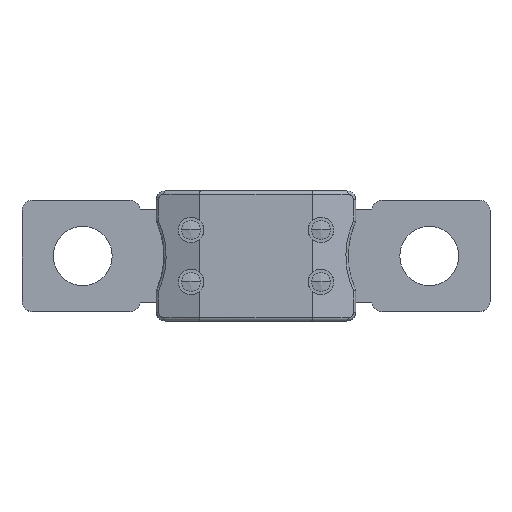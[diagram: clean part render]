
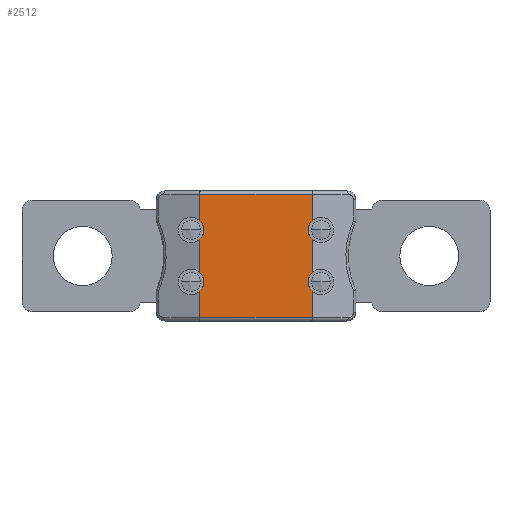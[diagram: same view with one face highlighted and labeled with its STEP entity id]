
A CAD part, top view. The second image highlights one B-rep face of the part: STEP entity #2512.
In plain terms, the highlighted planar face has unit normal (0, 0, 1).
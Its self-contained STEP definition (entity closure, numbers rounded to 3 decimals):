
#134=CARTESIAN_POINT('',(42.545,17.153,-23.135));
#150=CARTESIAN_POINT('',(26.035,17.153,-23.135));
#156=DIRECTION('',(0.,-1.,0.));
#157=VECTOR('',#156,4.884);
#158=CARTESIAN_POINT('',(42.545,10.57,-23.135));
#159=LINE('',#158,#157);
#160=DIRECTION('',(1.,0.,0.));
#161=VECTOR('',#160,16.509);
#162=CARTESIAN_POINT('',(26.035,-0.897,-23.135));
#163=LINE('',#162,#161);
#164=DIRECTION('',(0.,1.,0.));
#165=VECTOR('',#164,4.884);
#166=CARTESIAN_POINT('',(26.035,5.686,-23.135));
#167=LINE('',#166,#165);
#168=DIRECTION('',(1.,0.,0.));
#169=VECTOR('',#168,16.509);
#170=CARTESIAN_POINT('',(26.035,17.153,-23.135));
#171=LINE('',#170,#169);
#176=DIRECTION('',(0.,1.,0.));
#177=VECTOR('',#176,3.847);
#178=CARTESIAN_POINT('',(42.545,-0.897,-23.135));
#179=LINE('',#178,#177);
#206=CARTESIAN_POINT('',(42.545,13.306,-23.135));
#208=DIRECTION('',(0.,1.,0.));
#209=VECTOR('',#208,3.847);
#210=CARTESIAN_POINT('',(42.545,13.306,-23.135));
#211=LINE('',#210,#209);
#270=CARTESIAN_POINT('',(42.545,-0.897,-23.135));
#276=CARTESIAN_POINT('',(26.035,-0.897,-23.135));
#905=DIRECTION('',(0.,-1.,0.));
#906=VECTOR('',#905,3.847);
#907=CARTESIAN_POINT('',(26.035,17.153,-23.135));
#908=LINE('',#907,#906);
#935=CARTESIAN_POINT('',(26.035,2.95,-23.135));
#937=DIRECTION('',(0.,-1.,0.));
#938=VECTOR('',#937,3.847);
#939=CARTESIAN_POINT('',(26.035,2.95,-23.135));
#940=LINE('',#939,#938);
#1004=CARTESIAN_POINT('',(26.035,13.306,-23.135));
#1006=CARTESIAN_POINT('',(24.765,11.938,-23.135));
#1007=DIRECTION('',(0.,0.,-1.));
#1008=DIRECTION('',(0.681,0.733,0.));
#1009=AXIS2_PLACEMENT_3D('',#1006,#1007,#1008);
#1019=CARTESIAN_POINT('',(24.765,11.938,-23.135));
#1020=DIRECTION('',(0.,0.,-1.));
#1021=DIRECTION('',(1.,0.,0.));
#1022=AXIS2_PLACEMENT_3D('',#1019,#1020,#1021);
#1086=CARTESIAN_POINT('',(24.765,4.318,-23.135));
#1087=DIRECTION('',(0.,0.,-1.));
#1088=DIRECTION('',(0.681,0.733,0.));
#1089=AXIS2_PLACEMENT_3D('',#1086,#1087,#1088);
#1099=CARTESIAN_POINT('',(24.765,4.318,-23.135));
#1100=DIRECTION('',(0.,0.,-1.));
#1101=DIRECTION('',(1.,0.,0.));
#1102=AXIS2_PLACEMENT_3D('',#1099,#1100,#1101);
#1810=CARTESIAN_POINT('',(42.545,2.95,-23.135));
#1812=CARTESIAN_POINT('',(43.815,4.318,-23.135));
#1813=DIRECTION('',(0.,0.,-1.));
#1814=DIRECTION('',(-0.681,-0.733,0.));
#1815=AXIS2_PLACEMENT_3D('',#1812,#1813,#1814);
#1817=CARTESIAN_POINT('',(43.815,4.318,-23.135));
#1818=DIRECTION('',(0.,0.,-1.));
#1819=DIRECTION('',(-1.,0.,0.));
#1820=AXIS2_PLACEMENT_3D('',#1817,#1818,#1819);
#1892=CARTESIAN_POINT('',(43.815,11.938,-23.135));
#1893=DIRECTION('',(0.,0.,-1.));
#1894=DIRECTION('',(-0.681,-0.733,0.));
#1895=AXIS2_PLACEMENT_3D('',#1892,#1893,#1894);
#1897=CARTESIAN_POINT('',(43.815,11.938,-23.135));
#1898=DIRECTION('',(0.,0.,-1.));
#1899=DIRECTION('',(-1.,0.,0.));
#1900=AXIS2_PLACEMENT_3D('',#1897,#1898,#1899);
#2190=CARTESIAN_POINT('',(26.632,4.318,-23.135));
#2191=VERTEX_POINT('',#2190);
#2192=CARTESIAN_POINT('',(26.632,11.938,-23.135));
#2193=VERTEX_POINT('',#2192);
#2194=CARTESIAN_POINT('',(41.948,11.938,-23.135));
#2195=VERTEX_POINT('',#2194);
#2196=CARTESIAN_POINT('',(41.948,4.318,-23.135));
#2197=VERTEX_POINT('',#2196);
#2198=CARTESIAN_POINT('',(42.545,10.57,-23.135));
#2199=CARTESIAN_POINT('',(42.545,5.686,-23.135));
#2200=VERTEX_POINT('',#2198);
#2201=VERTEX_POINT('',#2199);
#2202=CARTESIAN_POINT('',(26.035,5.686,-23.135));
#2203=CARTESIAN_POINT('',(26.035,10.57,-23.135));
#2204=VERTEX_POINT('',#2202);
#2205=VERTEX_POINT('',#2203);
#2215=VERTEX_POINT('',#206);
#2217=VERTEX_POINT('',#1810);
#2219=VERTEX_POINT('',#935);
#2221=VERTEX_POINT('',#1004);
#2231=VERTEX_POINT('',#270);
#2252=VERTEX_POINT('',#134);
#2255=VERTEX_POINT('',#150);
#2276=VERTEX_POINT('',#276);
#2474=CARTESIAN_POINT('',(27.94,1.778,-23.135));
#2475=DIRECTION('',(0.,0.,1.));
#2476=DIRECTION('',(-1.,0.,0.));
#2477=AXIS2_PLACEMENT_3D('',#2474,#2475,#2476);
#2478=PLANE('',#2477);
#2480=ORIENTED_EDGE('',*,*,#2479,.F.);
#2482=ORIENTED_EDGE('',*,*,#2481,.F.);
#2484=ORIENTED_EDGE('',*,*,#2483,.F.);
#2486=ORIENTED_EDGE('',*,*,#2485,.T.);
#2488=ORIENTED_EDGE('',*,*,#2487,.F.);
#2490=ORIENTED_EDGE('',*,*,#2489,.F.);
#2492=ORIENTED_EDGE('',*,*,#2491,.F.);
#2494=ORIENTED_EDGE('',*,*,#2493,.F.);
#2496=ORIENTED_EDGE('',*,*,#2495,.F.);
#2498=ORIENTED_EDGE('',*,*,#2497,.F.);
#2500=ORIENTED_EDGE('',*,*,#2499,.F.);
#2502=ORIENTED_EDGE('',*,*,#2501,.T.);
#2504=ORIENTED_EDGE('',*,*,#2503,.F.);
#2506=ORIENTED_EDGE('',*,*,#2505,.F.);
#2508=ORIENTED_EDGE('',*,*,#2507,.F.);
#2509=ORIENTED_EDGE('',*,*,#2466,.T.);
#2510=EDGE_LOOP('',(#2480,#2482,#2484,#2486,#2488,#2490,#2492,#2494,#2496,#2498,
#2500,#2502,#2504,#2506,#2508,#2509));
#2511=FACE_OUTER_BOUND('',#2510,.F.);
#2512=ADVANCED_FACE('',(#2511),#2478,.T.);
#1010=CIRCLE('',#1009,1.867);
#1023=CIRCLE('',#1022,1.867);
#1090=CIRCLE('',#1089,1.867);
#1103=CIRCLE('',#1102,1.867);
#1816=CIRCLE('',#1815,1.867);
#1821=CIRCLE('',#1820,1.867);
#1896=CIRCLE('',#1895,1.867);
#1901=CIRCLE('',#1900,1.867);
#2466=EDGE_CURVE('',#2255,#2252,#171,.T.);
#2479=EDGE_CURVE('',#2215,#2252,#211,.T.);
#2481=EDGE_CURVE('',#2195,#2215,#1901,.T.);
#2483=EDGE_CURVE('',#2200,#2195,#1896,.T.);
#2485=EDGE_CURVE('',#2200,#2201,#159,.T.);
#2487=EDGE_CURVE('',#2197,#2201,#1821,.T.);
#2489=EDGE_CURVE('',#2217,#2197,#1816,.T.);
#2491=EDGE_CURVE('',#2231,#2217,#179,.T.);
#2493=EDGE_CURVE('',#2276,#2231,#163,.T.);
#2495=EDGE_CURVE('',#2219,#2276,#940,.T.);
#2497=EDGE_CURVE('',#2191,#2219,#1103,.T.);
#2499=EDGE_CURVE('',#2204,#2191,#1090,.T.);
#2501=EDGE_CURVE('',#2204,#2205,#167,.T.);
#2503=EDGE_CURVE('',#2193,#2205,#1023,.T.);
#2505=EDGE_CURVE('',#2221,#2193,#1010,.T.);
#2507=EDGE_CURVE('',#2255,#2221,#908,.T.);
